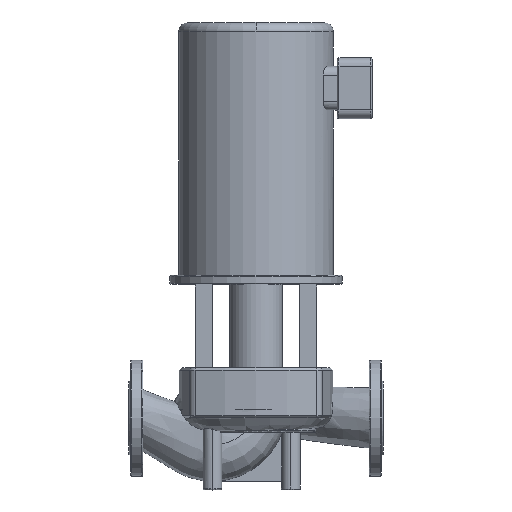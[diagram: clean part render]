
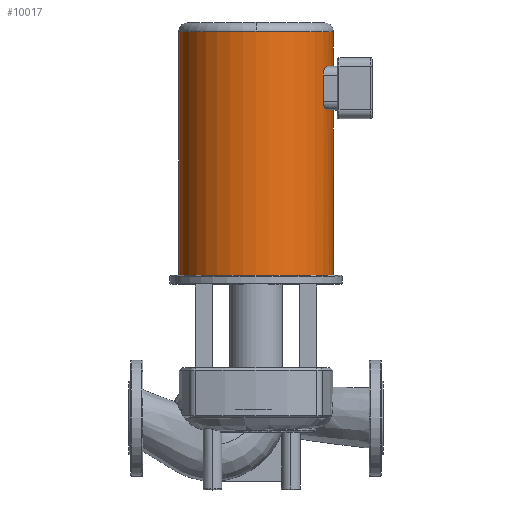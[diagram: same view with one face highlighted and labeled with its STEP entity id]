
A CAD part, top view. The second image highlights one B-rep face of the part: STEP entity #10017.
In plain terms, the highlighted cylindrical face has radius 88.9 mm (diameter 177.8 mm), a partial arc.
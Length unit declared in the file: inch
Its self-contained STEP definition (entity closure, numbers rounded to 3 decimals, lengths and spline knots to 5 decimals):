
#8869=CARTESIAN_POINT('',(9.25,6.45768,0.0));
#8870=VERTEX_POINT('',#8869);
#8871=CARTESIAN_POINT('',(9.25,13.93799,0.0));
#8872=VERTEX_POINT('',#8871);
#8873=CARTESIAN_POINT('',(9.25,6.45768,0.0));
#8874=DIRECTION('',(0.0,1.0,0.0));
#8875=VECTOR('',#8874,7.48031);
#8876=LINE('',#8873,#8875);
#8877=EDGE_CURVE('',#8870,#8872,#8876,.T.);
#8879=CARTESIAN_POINT('',(2.25,6.45768,0.));
#8880=VERTEX_POINT('',#8879);
#8888=CARTESIAN_POINT('',(2.25,17.4813,0.));
#8889=VERTEX_POINT('',#8888);
#8890=CARTESIAN_POINT('',(2.25,6.45768,0.));
#8891=DIRECTION('',(0.0,1.0,0.0));
#8892=VECTOR('',#8891,11.02362);
#8893=LINE('',#8890,#8892);
#8894=EDGE_CURVE('',#8880,#8889,#8893,.T.);
#8905=CARTESIAN_POINT('',(9.25,17.4813,0.));
#8906=VERTEX_POINT('',#8905);
#8914=CARTESIAN_POINT('',(9.25,15.9065,0.0));
#8915=VERTEX_POINT('',#8914);
#8916=CARTESIAN_POINT('',(9.25,15.9065,0.0));
#8917=DIRECTION('',(0.0,1.0,0.0));
#8918=VECTOR('',#8917,1.5748);
#8919=LINE('',#8916,#8918);
#8920=EDGE_CURVE('',#8915,#8906,#8919,.T.);
#8983=CARTESIAN_POINT('',(5.75,17.4813,3.5));
#8984=VERTEX_POINT('',#8983);
#8985=CARTESIAN_POINT('',(5.75,17.4813,0.0));
#8986=DIRECTION('',(0.0,1.0,0.0));
#8987=DIRECTION('',(-1.0,0.0,0.0));
#8988=AXIS2_PLACEMENT_3D('',#8985,#8986,#8987);
#8989=CIRCLE('',#8988,3.5);
#8990=EDGE_CURVE('',#8889,#8984,#8989,.T.);
#9710=CARTESIAN_POINT('',(8.97652,15.9065,1.3563));
#9711=VERTEX_POINT('',#9710);
#9712=CARTESIAN_POINT('',(8.78109,15.5128,1.75));
#9713=VERTEX_POINT('',#9712);
#9714=CARTESIAN_POINT('',(8.79779,15.36387,1.72075));
#9715=CARTESIAN_POINT('',(8.78687,15.41122,1.7401));
#9716=CARTESIAN_POINT('',(8.78109,15.46334,1.75));
#9717=CARTESIAN_POINT('',(8.78109,15.5128,1.75));
#9718=CARTESIAN_POINT('',(8.78109,15.56225,1.75));
#9719=CARTESIAN_POINT('',(8.78687,15.61437,1.7401));
#9720=CARTESIAN_POINT('',(8.80872,15.70907,1.7014));
#9721=CARTESIAN_POINT('',(8.82467,15.75171,1.67265));
#9722=CARTESIAN_POINT('',(8.86069,15.82254,1.60476));
#9723=CARTESIAN_POINT('',(8.88376,15.85416,1.55965));
#9724=CARTESIAN_POINT('',(8.93104,15.89615,1.46082));
#9725=CARTESIAN_POINT('',(8.95518,15.9065,1.40706));
#9726=CARTESIAN_POINT('',(8.99702,15.9065,1.30755));
#9727=CARTESIAN_POINT('',(9.01777,15.89688,1.25476));
#9728=CARTESIAN_POINT('',(9.03581,15.87651,1.20559));
#9729=B_SPLINE_CURVE_WITH_KNOTS('',3,(#9714,#9715,#9716,#9717,#9718,#9719,#9720,#9721,#9722,#9723,#9724,#9725,#9726,#9727,#9728),.UNSPECIFIED.,.F.,.U.,(4,3,2,2,2,2,4),(-0.37685,0.0,0.37685,0.7537,1.17331,1.59292,1.99587),.UNSPECIFIED.);
#9730=EDGE_CURVE('',#9711,#9713,#9729,.F.);
#9754=CARTESIAN_POINT('',(8.78109,14.33169,1.75));
#9755=VERTEX_POINT('',#9754);
#9756=CARTESIAN_POINT('',(8.78109,14.33169,1.75));
#9757=DIRECTION('',(0.0,1.0,0.0));
#9758=VECTOR('',#9757,1.1811);
#9759=LINE('',#9756,#9758);
#9760=EDGE_CURVE('',#9755,#9713,#9759,.T.);
#9816=CARTESIAN_POINT('',(8.97652,13.93799,1.3563));
#9817=VERTEX_POINT('',#9816);
#9818=CARTESIAN_POINT('',(9.03581,13.96798,1.20559));
#9819=CARTESIAN_POINT('',(9.01777,13.94761,1.25476));
#9820=CARTESIAN_POINT('',(8.99702,13.93799,1.30755));
#9821=CARTESIAN_POINT('',(8.95518,13.93799,1.40706));
#9822=CARTESIAN_POINT('',(8.93104,13.94834,1.46082));
#9823=CARTESIAN_POINT('',(8.88376,13.99033,1.55965));
#9824=CARTESIAN_POINT('',(8.86069,14.02195,1.60476));
#9825=CARTESIAN_POINT('',(8.82467,14.09278,1.67265));
#9826=CARTESIAN_POINT('',(8.80872,14.13542,1.7014));
#9827=CARTESIAN_POINT('',(8.78687,14.23012,1.7401));
#9828=CARTESIAN_POINT('',(8.78109,14.28224,1.75));
#9829=CARTESIAN_POINT('',(8.78109,14.33169,1.75));
#9830=CARTESIAN_POINT('',(8.78109,14.38115,1.75));
#9831=CARTESIAN_POINT('',(8.78687,14.43327,1.7401));
#9832=CARTESIAN_POINT('',(8.79779,14.48062,1.72075));
#9833=B_SPLINE_CURVE_WITH_KNOTS('',3,(#9818,#9819,#9820,#9821,#9822,#9823,#9824,#9825,#9826,#9827,#9828,#9829,#9830,#9831,#9832),.UNSPECIFIED.,.F.,.U.,(4,2,2,2,2,3,4),(-1.99587,-1.59292,-1.17331,-0.7537,-0.37685,0.0,0.37685),.UNSPECIFIED.);
#9834=EDGE_CURVE('',#9755,#9817,#9833,.F.);
#9855=CARTESIAN_POINT('',(5.75,13.93799,0.0));
#9856=DIRECTION('',(0.0,-1.0,0.0));
#9857=DIRECTION('',(1.0,0.0,0.0));
#9858=AXIS2_PLACEMENT_3D('',#9855,#9856,#9857);
#9859=CIRCLE('',#9858,3.5);
#9860=EDGE_CURVE('',#8872,#9817,#9859,.T.);
#9938=CARTESIAN_POINT('',(5.75,15.9065,0.0));
#9939=DIRECTION('',(0.0,1.0,0.0));
#9940=DIRECTION('',(1.0,0.0,0.0));
#9941=AXIS2_PLACEMENT_3D('',#9938,#9939,#9940);
#9942=CIRCLE('',#9941,3.5);
#9943=EDGE_CURVE('',#9711,#8915,#9942,.T.);
#9971=CARTESIAN_POINT('',(5.75,17.4813,0.0));
#9972=DIRECTION('',(0.0,1.0,0.0));
#9973=DIRECTION('',(-1.0,0.0,0.0));
#9974=AXIS2_PLACEMENT_3D('',#9971,#9972,#9973);
#9975=CIRCLE('',#9974,3.5);
#9976=EDGE_CURVE('',#8984,#8906,#9975,.T.);
#9993=CARTESIAN_POINT('',(5.75,12.16634,0.0));
#9994=DIRECTION('',(0.,-1.0,0.0));
#9995=DIRECTION('',(1.0,0.0,0.0));
#9996=AXIS2_PLACEMENT_3D('',#9993,#9994,#9995);
#9997=CYLINDRICAL_SURFACE('',#9996,3.5);
#9998=ORIENTED_EDGE('',*,*,#8877,.T.);
#9999=ORIENTED_EDGE('',*,*,#9860,.T.);
#10000=ORIENTED_EDGE('',*,*,#9834,.F.);
#10001=ORIENTED_EDGE('',*,*,#9760,.T.);
#10002=ORIENTED_EDGE('',*,*,#9730,.F.);
#10003=ORIENTED_EDGE('',*,*,#9943,.T.);
#10004=ORIENTED_EDGE('',*,*,#8920,.T.);
#10005=ORIENTED_EDGE('',*,*,#9976,.F.);
#10006=ORIENTED_EDGE('',*,*,#8990,.F.);
#10007=ORIENTED_EDGE('',*,*,#8894,.F.);
#10008=CARTESIAN_POINT('',(5.75,6.45768,0.0));
#10009=DIRECTION('',(0.0,-1.0,0.0));
#10010=DIRECTION('',(1.0,0.0,0.0));
#10011=AXIS2_PLACEMENT_3D('',#10008,#10009,#10010);
#10012=CIRCLE('',#10011,3.5);
#10013=EDGE_CURVE('',#8870,#8880,#10012,.T.);
#10014=ORIENTED_EDGE('',*,*,#10013,.F.);
#10015=EDGE_LOOP('',(#9998,#9999,#10000,#10001,#10002,#10003,#10004,#10005,#10006,#10007,#10014));
#10016=FACE_OUTER_BOUND('',#10015,.T.);
#10017=ADVANCED_FACE('',(#10016),#9997,.T.);
